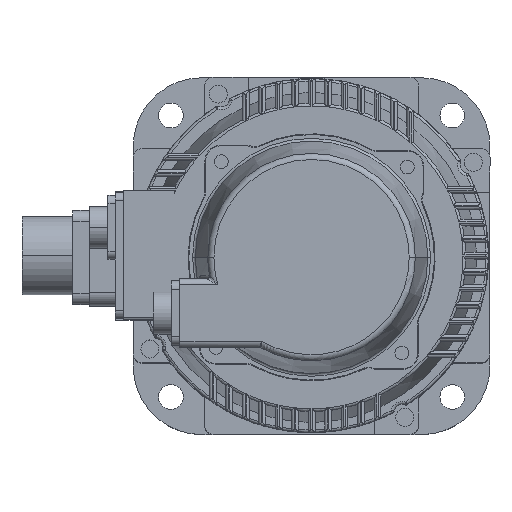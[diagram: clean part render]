
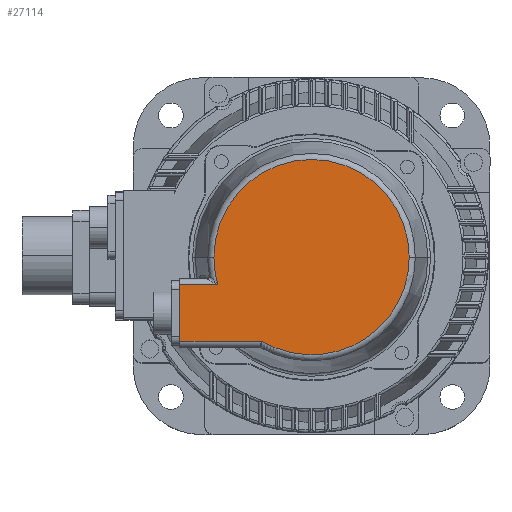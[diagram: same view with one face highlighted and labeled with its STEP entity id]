
A CAD part, top view. The second image highlights one B-rep face of the part: STEP entity #27114.
In plain terms, the highlighted face is planar.
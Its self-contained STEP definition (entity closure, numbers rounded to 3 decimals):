
#214 = VECTOR ( 'NONE', #30928, 1000. ) ;
#298 = EDGE_CURVE ( 'NONE', #6354, #19833, #19112, .T. ) ;
#1535 = CARTESIAN_POINT ( 'NONE',  ( 0., 0., 0. ) ) ;
#1538 = DIRECTION ( 'NONE',  ( 0., 0., -1. ) ) ;
#1795 = VECTOR ( 'NONE', #9274, 1000. ) ;
#2382 = EDGE_CURVE ( 'NONE', #15282, #26571, #11625, .T. ) ;
#2596 = CARTESIAN_POINT ( 'NONE',  ( 30.604, 0., 0. ) ) ;
#3179 = CIRCLE ( 'NONE', #4684, 35.574 ) ;
#4191 = CIRCLE ( 'NONE', #12732, 35.574 ) ;
#4410 = CARTESIAN_POINT ( 'NONE',  ( 10.104, 0., -34.109 ) ) ;
#4684 = AXIS2_PLACEMENT_3D ( 'NONE', #20957, #21105, #30712 ) ;
#6354 = VERTEX_POINT ( 'NONE', #18664 ) ;
#7387 = ORIENTED_EDGE ( 'NONE', *, *, #23954, .T. ) ;
#7577 = CARTESIAN_POINT ( 'NONE',  ( 10.104, 0., -48. ) ) ;
#8199 = CARTESIAN_POINT ( 'NONE',  ( 30.604, 0., -18.136 ) ) ;
#8323 = DIRECTION ( 'NONE',  ( 0., -1., 0. ) ) ;
#9157 = DIRECTION ( 'NONE',  ( 0., -1., 0. ) ) ;
#9274 = DIRECTION ( 'NONE',  ( 0., 0., -1. ) ) ;
#9447 = CARTESIAN_POINT ( 'NONE',  ( 0., 0., -35.574 ) ) ;
#10390 = VERTEX_POINT ( 'NONE', #9447 ) ;
#10827 = CARTESIAN_POINT ( 'NONE',  ( 37.5, 0., 0. ) ) ;
#11132 = DIRECTION ( 'NONE',  ( 0., 0., -1. ) ) ;
#11625 = LINE ( 'NONE', #30820, #1795 ) ;
#12732 = AXIS2_PLACEMENT_3D ( 'NONE', #1535, #27996, #11132 ) ;
#12826 = CARTESIAN_POINT ( 'NONE',  ( 0., 0., 35.574 ) ) ;
#12949 = ORIENTED_EDGE ( 'NONE', *, *, #298, .T. ) ;
#13182 = PLANE ( 'NONE',  #26160 ) ;
#13851 = EDGE_CURVE ( 'NONE', #19833, #18955, #3179, .T. ) ;
#14084 = EDGE_CURVE ( 'NONE', #18955, #10390, #4191, .T. ) ;
#14336 = AXIS2_PLACEMENT_3D ( 'NONE', #16392, #9157, #18589 ) ;
#15282 = VERTEX_POINT ( 'NONE', #4410 ) ;
#15777 = EDGE_LOOP ( 'NONE', ( #18385, #27569, #17330, #28446, #7387, #12949 ) ) ;
#16392 = CARTESIAN_POINT ( 'NONE',  ( 0., 0., 0. ) ) ;
#17330 = ORIENTED_EDGE ( 'NONE', *, *, #25295, .T. ) ;
#17906 = FACE_OUTER_BOUND ( 'NONE', #15777, .T. ) ;
#18385 = ORIENTED_EDGE ( 'NONE', *, *, #13851, .T. ) ;
#18589 = DIRECTION ( 'NONE',  ( 0., 0., -1. ) ) ;
#18664 = CARTESIAN_POINT ( 'NONE',  ( 30.604, 0., -48. ) ) ;
#18861 = CIRCLE ( 'NONE', #14336, 35.574 ) ;
#18955 = VERTEX_POINT ( 'NONE', #12826 ) ;
#19112 = LINE ( 'NONE', #2596, #214 ) ;
#19833 = VERTEX_POINT ( 'NONE', #8199 ) ;
#20957 = CARTESIAN_POINT ( 'NONE',  ( 0., 0., 0. ) ) ;
#21105 = DIRECTION ( 'NONE',  ( 0., -1., 0. ) ) ;
#22535 = DIRECTION ( 'NONE',  ( 1., 0., 0. ) ) ;
#23954 = EDGE_CURVE ( 'NONE', #26571, #6354, #27450, .T. ) ;
#25295 = EDGE_CURVE ( 'NONE', #10390, #15282, #18861, .T. ) ;
#26160 = AXIS2_PLACEMENT_3D ( 'NONE', #10827, #8323, #1538 ) ;
#26571 = VERTEX_POINT ( 'NONE', #7577 ) ;
#27114 = ADVANCED_FACE ( 'NONE', ( #17906 ), #13182, .T. ) ;
#27450 = LINE ( 'NONE', #29776, #30840 ) ;
#27569 = ORIENTED_EDGE ( 'NONE', *, *, #14084, .T. ) ;
#27996 = DIRECTION ( 'NONE',  ( 0., -1., 0. ) ) ;
#28446 = ORIENTED_EDGE ( 'NONE', *, *, #2382, .T. ) ;
#29776 = CARTESIAN_POINT ( 'NONE',  ( 7.854, 0., -48. ) ) ;
#30712 = DIRECTION ( 'NONE',  ( 0., 0., -1. ) ) ;
#30820 = CARTESIAN_POINT ( 'NONE',  ( 10.104, 0., 0. ) ) ;
#30840 = VECTOR ( 'NONE', #22535, 1000. ) ;
#30928 = DIRECTION ( 'NONE',  ( 0., 0., 1. ) ) ;
